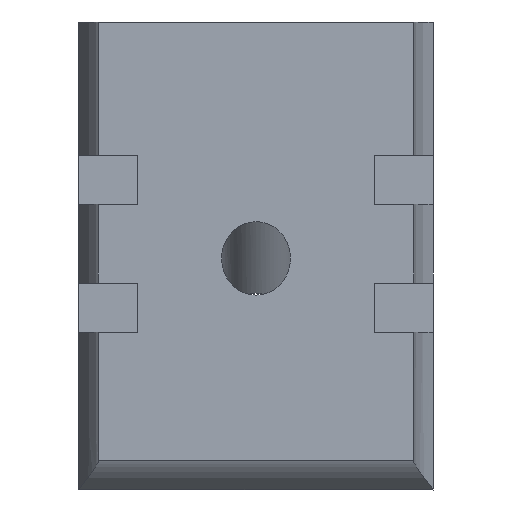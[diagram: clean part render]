
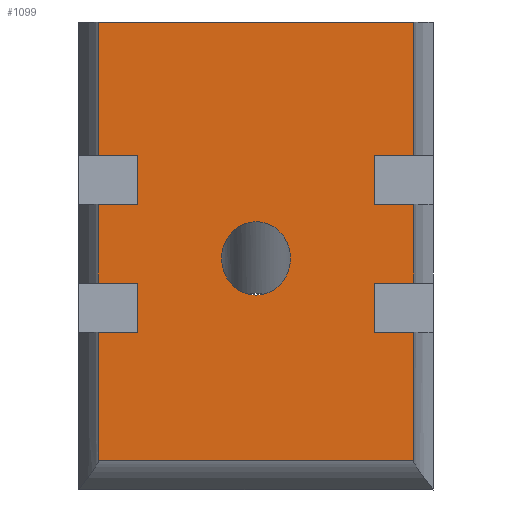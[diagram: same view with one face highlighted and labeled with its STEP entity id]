
A CAD part, front view. The second image highlights one B-rep face of the part: STEP entity #1099.
In plain terms, the highlighted planar face has unit normal (0, -1, 0).
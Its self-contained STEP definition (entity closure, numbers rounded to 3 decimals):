
#15=FACE_BOUND('',#174,.T.);
#21=ELLIPSE('',#1180,0.372,0.35);
#50=PLANE('',#1179);
#111=FACE_OUTER_BOUND('',#173,.T.);
#173=EDGE_LOOP('',(#849,#850,#851,#852,#853,#854,#855,#856,#857,#858,#859,
#860,#861,#862,#863,#864,#865,#866,#867,#868));
#174=EDGE_LOOP('',(#869));
#239=LINE('',#1611,#376);
#246=LINE('',#1624,#383);
#249=LINE('',#1691,#386);
#253=LINE('',#1760,#390);
#255=LINE('',#1764,#392);
#258=LINE('',#1769,#395);
#259=LINE('',#1771,#396);
#260=LINE('',#1774,#397);
#265=LINE('',#1783,#402);
#267=LINE('',#1786,#404);
#268=LINE('',#1789,#405);
#269=LINE('',#1791,#406);
#270=LINE('',#1793,#407);
#271=LINE('',#1795,#408);
#272=LINE('',#1797,#409);
#273=LINE('',#1799,#410);
#274=LINE('',#1801,#411);
#275=LINE('',#1803,#412);
#276=LINE('',#1805,#413);
#277=LINE('',#1806,#414);
#376=VECTOR('',#1271,10.);
#383=VECTOR('',#1282,10.);
#386=VECTOR('',#1287,10.);
#390=VECTOR('',#1293,10.);
#392=VECTOR('',#1297,10.);
#395=VECTOR('',#1302,10.);
#396=VECTOR('',#1305,10.);
#397=VECTOR('',#1308,10.);
#402=VECTOR('',#1315,10.);
#404=VECTOR('',#1319,10.);
#405=VECTOR('',#1322,10.);
#406=VECTOR('',#1323,10.);
#407=VECTOR('',#1324,10.);
#408=VECTOR('',#1325,10.);
#409=VECTOR('',#1326,10.);
#410=VECTOR('',#1327,10.);
#411=VECTOR('',#1328,10.);
#412=VECTOR('',#1329,10.);
#413=VECTOR('',#1330,10.);
#414=VECTOR('',#1331,10.);
#525=VERTEX_POINT('',#1608);
#526=VERTEX_POINT('',#1610);
#530=VERTEX_POINT('',#1622);
#534=VERTEX_POINT('',#1688);
#535=VERTEX_POINT('',#1690);
#540=VERTEX_POINT('',#1757);
#541=VERTEX_POINT('',#1759);
#542=VERTEX_POINT('',#1763);
#543=VERTEX_POINT('',#1767);
#544=VERTEX_POINT('',#1773);
#547=VERTEX_POINT('',#1781);
#548=VERTEX_POINT('',#1788);
#549=VERTEX_POINT('',#1790);
#550=VERTEX_POINT('',#1792);
#551=VERTEX_POINT('',#1794);
#552=VERTEX_POINT('',#1796);
#553=VERTEX_POINT('',#1798);
#554=VERTEX_POINT('',#1800);
#555=VERTEX_POINT('',#1802);
#556=VERTEX_POINT('',#1804);
#557=VERTEX_POINT('',#1807);
#633=EDGE_CURVE('',#526,#525,#239,.T.);
#640=EDGE_CURVE('',#525,#530,#246,.T.);
#646=EDGE_CURVE('',#535,#534,#249,.T.);
#653=EDGE_CURVE('',#541,#540,#253,.T.);
#655=EDGE_CURVE('',#542,#526,#255,.T.);
#658=EDGE_CURVE('',#534,#543,#258,.T.);
#659=EDGE_CURVE('',#543,#542,#259,.T.);
#660=EDGE_CURVE('',#544,#535,#260,.T.);
#665=EDGE_CURVE('',#540,#547,#265,.T.);
#667=EDGE_CURVE('',#547,#544,#267,.T.);
#668=EDGE_CURVE('',#530,#548,#268,.T.);
#669=EDGE_CURVE('',#548,#549,#269,.T.);
#670=EDGE_CURVE('',#549,#550,#270,.T.);
#671=EDGE_CURVE('',#550,#551,#271,.T.);
#672=EDGE_CURVE('',#551,#552,#272,.T.);
#673=EDGE_CURVE('',#552,#553,#273,.T.);
#674=EDGE_CURVE('',#553,#554,#274,.T.);
#675=EDGE_CURVE('',#554,#555,#275,.T.);
#676=EDGE_CURVE('',#555,#556,#276,.T.);
#677=EDGE_CURVE('',#556,#541,#277,.T.);
#678=EDGE_CURVE('',#557,#557,#21,.T.);
#849=ORIENTED_EDGE('',*,*,#658,.T.);
#850=ORIENTED_EDGE('',*,*,#659,.T.);
#851=ORIENTED_EDGE('',*,*,#655,.T.);
#852=ORIENTED_EDGE('',*,*,#633,.T.);
#853=ORIENTED_EDGE('',*,*,#640,.T.);
#854=ORIENTED_EDGE('',*,*,#668,.T.);
#855=ORIENTED_EDGE('',*,*,#669,.T.);
#856=ORIENTED_EDGE('',*,*,#670,.T.);
#857=ORIENTED_EDGE('',*,*,#671,.T.);
#858=ORIENTED_EDGE('',*,*,#672,.T.);
#859=ORIENTED_EDGE('',*,*,#673,.T.);
#860=ORIENTED_EDGE('',*,*,#674,.T.);
#861=ORIENTED_EDGE('',*,*,#675,.T.);
#862=ORIENTED_EDGE('',*,*,#676,.T.);
#863=ORIENTED_EDGE('',*,*,#677,.T.);
#864=ORIENTED_EDGE('',*,*,#653,.T.);
#865=ORIENTED_EDGE('',*,*,#665,.T.);
#866=ORIENTED_EDGE('',*,*,#667,.T.);
#867=ORIENTED_EDGE('',*,*,#660,.T.);
#868=ORIENTED_EDGE('',*,*,#646,.T.);
#869=ORIENTED_EDGE('',*,*,#678,.T.);
#1099=ADVANCED_FACE('',(#111,#15),#50,.T.);
#1179=AXIS2_PLACEMENT_3D('',#1787,#1320,#1321);
#1180=AXIS2_PLACEMENT_3D('',#1808,#1332,#1333);
#1271=DIRECTION('',(0.,0.,-1.));
#1282=DIRECTION('',(1.,0.,0.));
#1287=DIRECTION('',(0.,0.,-1.));
#1293=DIRECTION('',(0.,0.,-1.));
#1297=DIRECTION('',(-1.,0.,0.));
#1302=DIRECTION('',(1.,0.,0.));
#1305=DIRECTION('',(0.,0.,-1.));
#1308=DIRECTION('',(-1.,0.,0.));
#1315=DIRECTION('',(1.,0.,0.));
#1319=DIRECTION('',(0.,0.,-1.));
#1320=DIRECTION('center_axis',(0.,-1.,0.));
#1321=DIRECTION('ref_axis',(0.,0.,-1.));
#1322=DIRECTION('',(0.,0.,1.));
#1323=DIRECTION('',(-1.,0.,0.));
#1324=DIRECTION('',(0.,0.,1.));
#1325=DIRECTION('',(1.,0.,0.));
#1326=DIRECTION('',(0.,0.,1.));
#1327=DIRECTION('',(-1.,0.,0.));
#1328=DIRECTION('',(0.,0.,1.));
#1329=DIRECTION('',(1.,0.,0.));
#1330=DIRECTION('',(0.,0.,1.));
#1331=DIRECTION('',(-1.,0.,0.));
#1332=DIRECTION('center_axis',(0.,1.,0.));
#1333=DIRECTION('ref_axis',(0.,0.,-1.));
#1608=CARTESIAN_POINT('',(0.05,-2.,-0.3));
#1610=CARTESIAN_POINT('',(0.05,-2.,1.));
#1611=CARTESIAN_POINT('',(0.05,-2.,4.25));
#1622=CARTESIAN_POINT('',(3.25,-2.,-0.3));
#1624=CARTESIAN_POINT('',(3.25,-2.,-0.3));
#1688=CARTESIAN_POINT('',(0.05,-2.,1.5));
#1690=CARTESIAN_POINT('',(0.05,-2.,2.3));
#1691=CARTESIAN_POINT('',(0.05,-2.,4.25));
#1757=CARTESIAN_POINT('',(0.05,-2.,2.8));
#1759=CARTESIAN_POINT('',(0.05,-2.,4.15));
#1760=CARTESIAN_POINT('',(0.05,-2.,4.25));
#1763=CARTESIAN_POINT('',(0.45,-2.,1.));
#1764=CARTESIAN_POINT('',(0.85,-2.,1.));
#1767=CARTESIAN_POINT('',(0.45,-2.,1.5));
#1769=CARTESIAN_POINT('',(0.85,-2.,1.5));
#1771=CARTESIAN_POINT('',(0.45,-2.,1.588));
#1773=CARTESIAN_POINT('',(0.45,-2.,2.3));
#1774=CARTESIAN_POINT('',(0.85,-2.,2.3));
#1781=CARTESIAN_POINT('',(0.45,-2.,2.8));
#1783=CARTESIAN_POINT('',(0.85,-2.,2.8));
#1786=CARTESIAN_POINT('',(0.45,-2.,2.237));
#1787=CARTESIAN_POINT('Origin',(1.65,-2.,1.925));
#1788=CARTESIAN_POINT('',(3.25,-2.,1.));
#1789=CARTESIAN_POINT('',(3.25,-2.,4.25));
#1790=CARTESIAN_POINT('',(2.85,-2.,1.));
#1791=CARTESIAN_POINT('',(2.45,-2.,1.));
#1792=CARTESIAN_POINT('',(2.85,-2.,1.5));
#1793=CARTESIAN_POINT('',(2.85,-2.,1.588));
#1794=CARTESIAN_POINT('',(3.25,-2.,1.5));
#1795=CARTESIAN_POINT('',(2.45,-2.,1.5));
#1796=CARTESIAN_POINT('',(3.25,-2.,2.3));
#1797=CARTESIAN_POINT('',(3.25,-2.,4.25));
#1798=CARTESIAN_POINT('',(2.85,-2.,2.3));
#1799=CARTESIAN_POINT('',(2.45,-2.,2.3));
#1800=CARTESIAN_POINT('',(2.85,-2.,2.8));
#1801=CARTESIAN_POINT('',(2.85,-2.,2.237));
#1802=CARTESIAN_POINT('',(3.25,-2.,2.8));
#1803=CARTESIAN_POINT('',(2.45,-2.,2.8));
#1804=CARTESIAN_POINT('',(3.25,-2.,4.15));
#1805=CARTESIAN_POINT('',(3.25,-2.,4.25));
#1806=CARTESIAN_POINT('',(0.15,-2.,4.15));
#1807=CARTESIAN_POINT('',(1.65,-2.,2.123));
#1808=CARTESIAN_POINT('Origin',(1.65,-2.,1.751));
